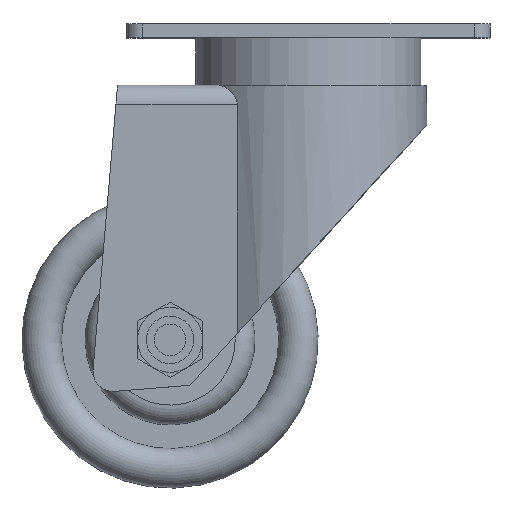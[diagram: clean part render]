
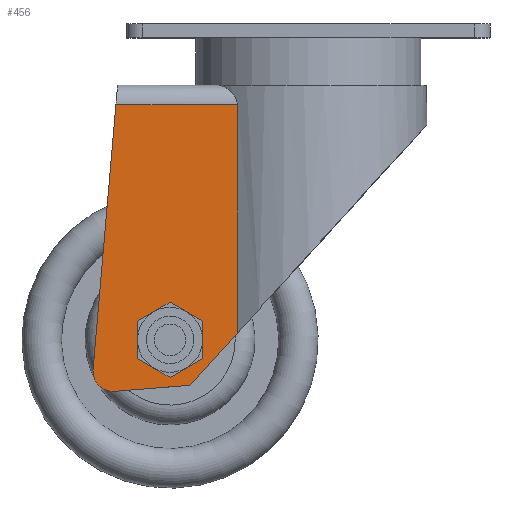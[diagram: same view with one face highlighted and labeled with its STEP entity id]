
A CAD part, top view. The second image highlights one B-rep face of the part: STEP entity #456.
In plain terms, the highlighted planar face has unit normal (0, 0, 1).
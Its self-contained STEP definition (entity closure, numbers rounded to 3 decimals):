
#214=CARTESIAN_POINT('',(-94.707,-17.,56.5));
#215=VERTEX_POINT('',#214);
#223=CARTESIAN_POINT('',(-64.0,-17.,56.5));
#224=VERTEX_POINT('',#223);
#225=CARTESIAN_POINT('',(-94.707,-17.,56.5));
#226=DIRECTION('',(1.0,0.0,0.0));
#227=VECTOR('',#226,30.707);
#228=LINE('',#225,#227);
#229=EDGE_CURVE('',#215,#224,#228,.T.);
#359=CARTESIAN_POINT('',(-93.187,-43.561,56.5));
#360=DIRECTION('',(0.0,0.0,1.0));
#361=DIRECTION('',(1.0,0.0,0.0));
#362=AXIS2_PLACEMENT_3D('',#359,#360,#361);
#363=PLANE('',#362);
#364=CARTESIAN_POINT('',(-100.493,-84.115,56.5));
#365=VERTEX_POINT('',#364);
#366=CARTESIAN_POINT('',(-94.707,-17.,56.5));
#367=DIRECTION('',(-0.086,-0.996,0.0));
#368=VECTOR('',#367,67.364);
#369=LINE('',#366,#368);
#370=EDGE_CURVE('',#215,#365,#369,.T.);
#371=ORIENTED_EDGE('',*,*,#370,.T.);
#372=CARTESIAN_POINT('',(-95.112,-89.529,56.5));
#373=VERTEX_POINT('',#372);
#374=CARTESIAN_POINT('',(-95.511,-84.545,56.5));
#375=DIRECTION('',(0.,0.,1.0));
#376=DIRECTION('',(-0.709,-0.705,0.));
#377=AXIS2_PLACEMENT_3D('',#374,#375,#376);
#378=CIRCLE('',#377,5.0);
#379=EDGE_CURVE('',#365,#373,#378,.T.);
#380=ORIENTED_EDGE('',*,*,#379,.T.);
#381=CARTESIAN_POINT('',(-76.0,-88.,56.5));
#382=VERTEX_POINT('',#381);
#383=CARTESIAN_POINT('',(-76.0,-88.,56.5));
#384=DIRECTION('',(-0.997,-0.08,0.));
#385=VECTOR('',#384,19.174);
#386=LINE('',#383,#385);
#387=EDGE_CURVE('',#382,#373,#386,.T.);
#388=ORIENTED_EDGE('',*,*,#387,.F.);
#389=CARTESIAN_POINT('',(-64.0,-74.8,56.5));
#390=VERTEX_POINT('',#389);
#391=CARTESIAN_POINT('',(-64.,-74.8,56.5));
#392=DIRECTION('',(-0.673,-0.74,0.));
#393=VECTOR('',#392,17.839);
#394=LINE('',#391,#393);
#395=EDGE_CURVE('',#390,#382,#394,.T.);
#396=ORIENTED_EDGE('',*,*,#395,.F.);
#397=CARTESIAN_POINT('',(-64.0,-17.,56.5));
#398=DIRECTION('',(0.0,-1.0,0.0));
#399=VECTOR('',#398,57.8);
#400=LINE('',#397,#399);
#401=EDGE_CURVE('',#224,#390,#400,.T.);
#402=ORIENTED_EDGE('',*,*,#401,.F.);
#403=ORIENTED_EDGE('',*,*,#229,.F.);
#404=EDGE_LOOP('',(#371,#380,#388,#396,#402,#403));
#405=FACE_OUTER_BOUND('',#404,.T.);
#406=CARTESIAN_POINT('',(-81.,-67.0,56.5));
#407=VERTEX_POINT('',#406);
#408=CARTESIAN_POINT('',(-72.773,-71.75,56.5));
#409=VERTEX_POINT('',#408);
#410=CARTESIAN_POINT('',(-81.,-67.0,56.5));
#411=DIRECTION('',(0.866,-0.5,0.));
#412=VECTOR('',#411,9.5);
#413=LINE('',#410,#412);
#414=EDGE_CURVE('',#407,#409,#413,.T.);
#415=ORIENTED_EDGE('',*,*,#414,.T.);
#416=CARTESIAN_POINT('',(-72.773,-81.25,56.5));
#417=VERTEX_POINT('',#416);
#418=CARTESIAN_POINT('',(-72.773,-71.75,56.5));
#419=DIRECTION('',(0.0,-1.0,0.0));
#420=VECTOR('',#419,9.5);
#421=LINE('',#418,#420);
#422=EDGE_CURVE('',#409,#417,#421,.T.);
#423=ORIENTED_EDGE('',*,*,#422,.T.);
#424=CARTESIAN_POINT('',(-81.,-86.,56.5));
#425=VERTEX_POINT('',#424);
#426=CARTESIAN_POINT('',(-72.773,-81.25,56.5));
#427=DIRECTION('',(-0.866,-0.5,0.0));
#428=VECTOR('',#427,9.5);
#429=LINE('',#426,#428);
#430=EDGE_CURVE('',#417,#425,#429,.T.);
#431=ORIENTED_EDGE('',*,*,#430,.T.);
#432=CARTESIAN_POINT('',(-89.227,-81.25,56.5));
#433=VERTEX_POINT('',#432);
#434=CARTESIAN_POINT('',(-81.,-86.0,56.5));
#435=DIRECTION('',(-0.866,0.5,0.));
#436=VECTOR('',#435,9.5);
#437=LINE('',#434,#436);
#438=EDGE_CURVE('',#425,#433,#437,.T.);
#439=ORIENTED_EDGE('',*,*,#438,.T.);
#440=CARTESIAN_POINT('',(-89.227,-71.75,56.5));
#441=VERTEX_POINT('',#440);
#442=CARTESIAN_POINT('',(-89.227,-81.25,56.5));
#443=DIRECTION('',(0.0,1.0,0.0));
#444=VECTOR('',#443,9.5);
#445=LINE('',#442,#444);
#446=EDGE_CURVE('',#433,#441,#445,.T.);
#447=ORIENTED_EDGE('',*,*,#446,.T.);
#448=CARTESIAN_POINT('',(-89.227,-71.75,56.5));
#449=DIRECTION('',(0.866,0.5,0.));
#450=VECTOR('',#449,9.5);
#451=LINE('',#448,#450);
#452=EDGE_CURVE('',#441,#407,#451,.T.);
#453=ORIENTED_EDGE('',*,*,#452,.T.);
#454=EDGE_LOOP('',(#415,#423,#431,#439,#447,#453));
#455=FACE_BOUND('',#454,.T.);
#456=ADVANCED_FACE('',(#405,#455),#363,.T.);
